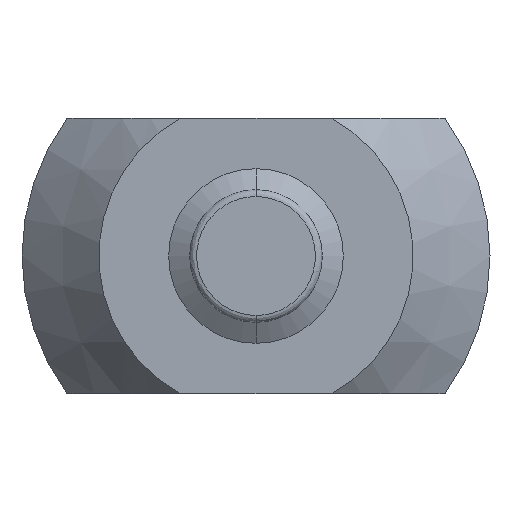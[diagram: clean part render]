
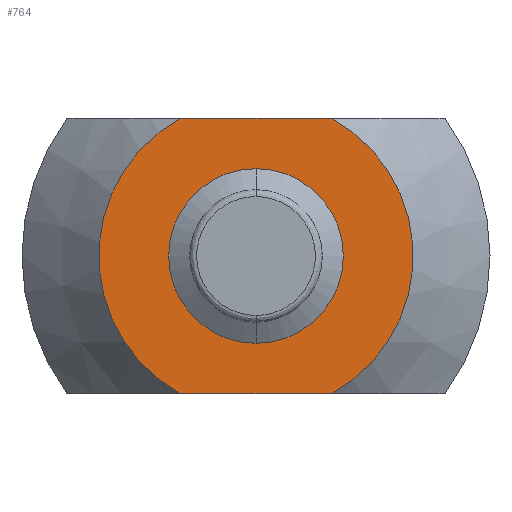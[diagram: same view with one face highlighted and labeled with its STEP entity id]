
A CAD part, front view. The second image highlights one B-rep face of the part: STEP entity #764.
In plain terms, the highlighted planar face has unit normal (0, -1, 0).
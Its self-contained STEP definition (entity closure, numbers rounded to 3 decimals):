
#19 = DIRECTION ( 'NONE',  ( 0., 1., 0. ) ) ;
#38 = CARTESIAN_POINT ( 'NONE',  ( -2.156, -9.8, -3.95 ) ) ;
#69 = VERTEX_POINT ( 'NONE', #578 ) ;
#72 = AXIS2_PLACEMENT_3D ( 'NONE', #793, #679, #780 ) ;
#93 = FACE_OUTER_BOUND ( 'NONE', #897, .T. ) ;
#97 = EDGE_CURVE ( 'NONE', #1038, #213, #1391, .T. ) ;
#110 = CIRCLE ( 'NONE', #1314, 2.5 ) ;
#136 = CARTESIAN_POINT ( 'NONE',  ( -4.5, -9.8, 3.95 ) ) ;
#196 = DIRECTION ( 'NONE',  ( 0., 0., -1. ) ) ;
#213 = VERTEX_POINT ( 'NONE', #1155 ) ;
#239 = DIRECTION ( 'NONE',  ( 0., -1., 0. ) ) ;
#248 = DIRECTION ( 'NONE',  ( 0., 0., 1. ) ) ;
#281 = CARTESIAN_POINT ( 'NONE',  ( 0., -9.8, 2.5 ) ) ;
#303 = VERTEX_POINT ( 'NONE', #281 ) ;
#351 = DIRECTION ( 'NONE',  ( 0., 0., 1. ) ) ;
#352 = CIRCLE ( 'NONE', #72, 2.5 ) ;
#363 = CARTESIAN_POINT ( 'NONE',  ( 0., -9.8, 0. ) ) ;
#369 = AXIS2_PLACEMENT_3D ( 'NONE', #574, #239, #248 ) ;
#370 = DIRECTION ( 'NONE',  ( 0., 0., 1. ) ) ;
#383 = ORIENTED_EDGE ( 'NONE', *, *, #983, .T. ) ;
#400 = EDGE_LOOP ( 'NONE', ( #545, #1178 ) ) ;
#405 = VECTOR ( 'NONE', #1348, 1000. ) ;
#414 = PLANE ( 'NONE',  #689 ) ;
#436 = CARTESIAN_POINT ( 'NONE',  ( -4.5, -9.8, 0. ) ) ;
#441 = LINE ( 'NONE', #1219, #405 ) ;
#462 = VECTOR ( 'NONE', #1133, 1000. ) ;
#537 = ORIENTED_EDGE ( 'NONE', *, *, #97, .T. ) ;
#545 = ORIENTED_EDGE ( 'NONE', *, *, #1312, .T. ) ;
#548 = ORIENTED_EDGE ( 'NONE', *, *, #1002, .F. ) ;
#574 = CARTESIAN_POINT ( 'NONE',  ( 0., -9.8, 0. ) ) ;
#578 = CARTESIAN_POINT ( 'NONE',  ( 2.156, -9.8, -3.95 ) ) ;
#587 = DIRECTION ( 'NONE',  ( 0., 1., 0. ) ) ;
#647 = DIRECTION ( 'NONE',  ( 0., -1., 0. ) ) ;
#679 = DIRECTION ( 'NONE',  ( 0., 1., 0. ) ) ;
#689 = AXIS2_PLACEMENT_3D ( 'NONE', #436, #647, #196 ) ;
#694 = CARTESIAN_POINT ( 'NONE',  ( 2.156, -9.8, 3.95 ) ) ;
#764 = ADVANCED_FACE ( 'NONE', ( #818, #93 ), #414, .T. ) ;
#780 = DIRECTION ( 'NONE',  ( 0., 0., 1. ) ) ;
#793 = CARTESIAN_POINT ( 'NONE',  ( 0., -9.8, 0. ) ) ;
#800 = CIRCLE ( 'NONE', #1416, 4.5 ) ;
#813 = ORIENTED_EDGE ( 'NONE', *, *, #964, .F. ) ;
#818 = FACE_BOUND ( 'NONE', #400, .T. ) ;
#897 = EDGE_LOOP ( 'NONE', ( #548, #813, #383, #537 ) ) ;
#902 = CIRCLE ( 'NONE', #369, 4.5 ) ;
#912 = CARTESIAN_POINT ( 'NONE',  ( 0., -9.8, -2.5 ) ) ;
#964 = EDGE_CURVE ( 'NONE', #69, #1057, #441, .T. ) ;
#983 = EDGE_CURVE ( 'NONE', #69, #1038, #902, .T. ) ;
#1002 = EDGE_CURVE ( 'NONE', #1057, #213, #800, .T. ) ;
#1038 = VERTEX_POINT ( 'NONE', #694 ) ;
#1057 = VERTEX_POINT ( 'NONE', #38 ) ;
#1133 = DIRECTION ( 'NONE',  ( -1., 0., 0. ) ) ;
#1155 = CARTESIAN_POINT ( 'NONE',  ( -2.156, -9.8, 3.95 ) ) ;
#1178 = ORIENTED_EDGE ( 'NONE', *, *, #1346, .T. ) ;
#1219 = CARTESIAN_POINT ( 'NONE',  ( -6., -9.8, -3.95 ) ) ;
#1242 = CARTESIAN_POINT ( 'NONE',  ( 0., -9.8, 0. ) ) ;
#1312 = EDGE_CURVE ( 'NONE', #303, #1449, #110, .T. ) ;
#1314 = AXIS2_PLACEMENT_3D ( 'NONE', #1242, #19, #351 ) ;
#1346 = EDGE_CURVE ( 'NONE', #1449, #303, #352, .T. ) ;
#1348 = DIRECTION ( 'NONE',  ( -1., 0., 0. ) ) ;
#1391 = LINE ( 'NONE', #136, #462 ) ;
#1416 = AXIS2_PLACEMENT_3D ( 'NONE', #363, #587, #370 ) ;
#1449 = VERTEX_POINT ( 'NONE', #912 ) ;
